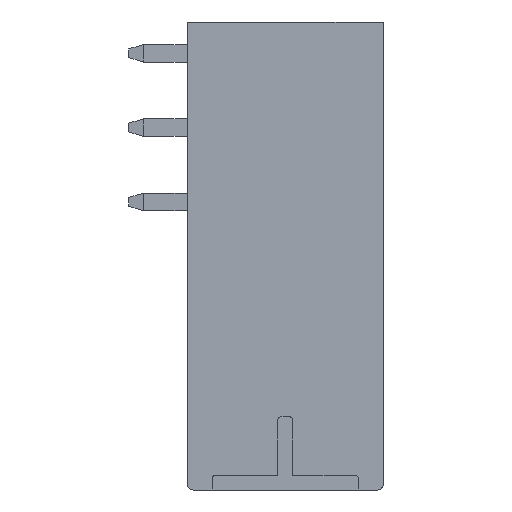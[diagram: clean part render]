
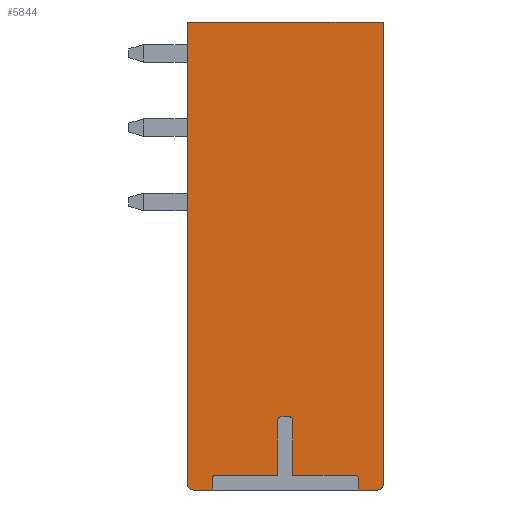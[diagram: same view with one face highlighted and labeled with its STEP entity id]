
A CAD part, front view. The second image highlights one B-rep face of the part: STEP entity #5844.
In plain terms, the highlighted planar face has unit normal (0, -1, 0).
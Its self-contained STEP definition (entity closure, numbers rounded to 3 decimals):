
#619=DIRECTION('',(0.,0.,1.));
#620=VECTOR('',#619,0.8);
#621=CARTESIAN_POINT('',(-5.,-72.96,-16.));
#622=LINE('',#621,#620);
#623=DIRECTION('',(-1.,0.,0.));
#624=VECTOR('',#623,1.3);
#625=CARTESIAN_POINT('',(-5.,-72.96,-16.));
#626=LINE('',#625,#624);
#627=CARTESIAN_POINT('',(-6.3,-72.96,-15.6));
#628=DIRECTION('',(0.,1.,0.));
#629=DIRECTION('',(0.,0.,-1.));
#630=AXIS2_PLACEMENT_3D('',#627,#628,#629);
#632=DIRECTION('',(0.,0.,1.));
#633=VECTOR('',#632,31.6);
#634=CARTESIAN_POINT('',(-6.7,-72.96,-15.6));
#635=LINE('',#634,#633);
#636=DIRECTION('',(1.,0.,0.));
#637=VECTOR('',#636,13.4);
#638=CARTESIAN_POINT('',(-6.7,-72.96,16.));
#639=LINE('',#638,#637);
#640=DIRECTION('',(0.,0.,-1.));
#641=VECTOR('',#640,31.6);
#642=CARTESIAN_POINT('',(6.7,-72.96,16.));
#643=LINE('',#642,#641);
#644=CARTESIAN_POINT('',(6.3,-72.96,-15.6));
#645=DIRECTION('',(0.,1.,0.));
#646=DIRECTION('',(1.,0.,0.));
#647=AXIS2_PLACEMENT_3D('',#644,#645,#646);
#649=DIRECTION('',(-1.,0.,0.));
#650=VECTOR('',#649,1.3);
#651=CARTESIAN_POINT('',(6.3,-72.96,-16.));
#652=LINE('',#651,#650);
#653=DIRECTION('',(0.,0.,1.));
#654=VECTOR('',#653,0.8);
#655=CARTESIAN_POINT('',(5.,-72.96,-16.));
#656=LINE('',#655,#654);
#657=CARTESIAN_POINT('',(4.8,-72.96,-15.2));
#658=DIRECTION('',(0.,1.,0.));
#659=DIRECTION('',(0.,0.,1.));
#660=AXIS2_PLACEMENT_3D('',#657,#658,#659);
#662=DIRECTION('',(1.,0.,0.));
#663=VECTOR('',#662,4.3);
#664=CARTESIAN_POINT('',(0.5,-72.96,-15.));
#665=LINE('',#664,#663);
#666=DIRECTION('',(0.,0.,-1.));
#667=VECTOR('',#666,3.8);
#668=CARTESIAN_POINT('',(0.5,-72.96,-11.2));
#669=LINE('',#668,#667);
#670=CARTESIAN_POINT('',(0.3,-72.96,-11.2));
#671=DIRECTION('',(0.,1.,0.));
#672=DIRECTION('',(0.,0.,1.));
#673=AXIS2_PLACEMENT_3D('',#670,#671,#672);
#675=DIRECTION('',(1.,0.,0.));
#676=VECTOR('',#675,0.6);
#677=CARTESIAN_POINT('',(-0.3,-72.96,-11.));
#678=LINE('',#677,#676);
#679=CARTESIAN_POINT('',(-0.3,-72.96,-11.2));
#680=DIRECTION('',(0.,1.,0.));
#681=DIRECTION('',(-1.,0.,0.));
#682=AXIS2_PLACEMENT_3D('',#679,#680,#681);
#684=DIRECTION('',(0.,0.,1.));
#685=VECTOR('',#684,3.8);
#686=CARTESIAN_POINT('',(-0.5,-72.96,-15.));
#687=LINE('',#686,#685);
#688=DIRECTION('',(1.,0.,0.));
#689=VECTOR('',#688,4.3);
#690=CARTESIAN_POINT('',(-4.8,-72.96,-15.));
#691=LINE('',#690,#689);
#692=CARTESIAN_POINT('',(-4.8,-72.96,-15.2));
#693=DIRECTION('',(0.,1.,0.));
#694=DIRECTION('',(-1.,0.,0.));
#695=AXIS2_PLACEMENT_3D('',#692,#693,#694);
#4270=CARTESIAN_POINT('',(-6.7,-72.96,16.));
#4271=CARTESIAN_POINT('',(6.7,-72.96,16.));
#4272=VERTEX_POINT('',#4270);
#4273=VERTEX_POINT('',#4271);
#4274=CARTESIAN_POINT('',(6.7,-72.96,-15.6));
#4275=VERTEX_POINT('',#4274);
#4276=CARTESIAN_POINT('',(6.3,-72.96,-16.));
#4277=VERTEX_POINT('',#4276);
#4278=CARTESIAN_POINT('',(-6.3,-72.96,-16.));
#4279=CARTESIAN_POINT('',(-6.7,-72.96,-15.6));
#4280=VERTEX_POINT('',#4278);
#4281=VERTEX_POINT('',#4279);
#4354=CARTESIAN_POINT('',(-5.,-72.96,-16.));
#4355=VERTEX_POINT('',#4354);
#4356=CARTESIAN_POINT('',(-5.,-72.96,-15.2));
#4357=VERTEX_POINT('',#4356);
#4358=CARTESIAN_POINT('',(-4.8,-72.96,-15.));
#4359=VERTEX_POINT('',#4358);
#4360=CARTESIAN_POINT('',(-0.5,-72.96,-15.));
#4361=VERTEX_POINT('',#4360);
#4362=CARTESIAN_POINT('',(-0.5,-72.96,-11.2));
#4363=VERTEX_POINT('',#4362);
#4364=CARTESIAN_POINT('',(-0.3,-72.96,-11.));
#4365=VERTEX_POINT('',#4364);
#4366=CARTESIAN_POINT('',(0.3,-72.96,-11.));
#4367=VERTEX_POINT('',#4366);
#4368=CARTESIAN_POINT('',(0.5,-72.96,-11.2));
#4369=VERTEX_POINT('',#4368);
#4370=CARTESIAN_POINT('',(0.5,-72.96,-15.));
#4371=VERTEX_POINT('',#4370);
#4372=CARTESIAN_POINT('',(4.8,-72.96,-15.));
#4373=VERTEX_POINT('',#4372);
#4374=CARTESIAN_POINT('',(5.,-72.96,-15.2));
#4375=VERTEX_POINT('',#4374);
#4376=CARTESIAN_POINT('',(5.,-72.96,-16.));
#4377=VERTEX_POINT('',#4376);
#5803=CARTESIAN_POINT('',(0.,-72.96,0.));
#5804=DIRECTION('',(0.,1.,0.));
#5805=DIRECTION('',(1.,0.,0.));
#5806=AXIS2_PLACEMENT_3D('',#5803,#5804,#5805);
#5807=PLANE('',#5806);
#5809=ORIENTED_EDGE('',*,*,#5808,.F.);
#5810=ORIENTED_EDGE('',*,*,#5541,.T.);
#5812=ORIENTED_EDGE('',*,*,#5811,.T.);
#5814=ORIENTED_EDGE('',*,*,#5813,.T.);
#5816=ORIENTED_EDGE('',*,*,#5815,.T.);
#5818=ORIENTED_EDGE('',*,*,#5817,.T.);
#5820=ORIENTED_EDGE('',*,*,#5819,.T.);
#5821=ORIENTED_EDGE('',*,*,#5549,.T.);
#5823=ORIENTED_EDGE('',*,*,#5822,.T.);
#5825=ORIENTED_EDGE('',*,*,#5824,.F.);
#5827=ORIENTED_EDGE('',*,*,#5826,.F.);
#5829=ORIENTED_EDGE('',*,*,#5828,.F.);
#5831=ORIENTED_EDGE('',*,*,#5830,.F.);
#5833=ORIENTED_EDGE('',*,*,#5832,.F.);
#5835=ORIENTED_EDGE('',*,*,#5834,.F.);
#5837=ORIENTED_EDGE('',*,*,#5836,.F.);
#5839=ORIENTED_EDGE('',*,*,#5838,.F.);
#5841=ORIENTED_EDGE('',*,*,#5840,.F.);
#5842=EDGE_LOOP('',(#5809,#5810,#5812,#5814,#5816,#5818,#5820,#5821,#5823,#5825,
#5827,#5829,#5831,#5833,#5835,#5837,#5839,#5841));
#5843=FACE_OUTER_BOUND('',#5842,.F.);
#631=CIRCLE('',#630,0.4);
#648=CIRCLE('',#647,0.4);
#661=CIRCLE('',#660,0.2);
#674=CIRCLE('',#673,0.2);
#683=CIRCLE('',#682,0.2);
#696=CIRCLE('',#695,0.2);
#5541=EDGE_CURVE('',#4355,#4280,#626,.T.);
#5549=EDGE_CURVE('',#4277,#4377,#652,.T.);
#5808=EDGE_CURVE('',#4355,#4357,#622,.T.);
#5811=EDGE_CURVE('',#4280,#4281,#631,.T.);
#5813=EDGE_CURVE('',#4281,#4272,#635,.T.);
#5815=EDGE_CURVE('',#4272,#4273,#639,.T.);
#5817=EDGE_CURVE('',#4273,#4275,#643,.T.);
#5819=EDGE_CURVE('',#4275,#4277,#648,.T.);
#5822=EDGE_CURVE('',#4377,#4375,#656,.T.);
#5824=EDGE_CURVE('',#4373,#4375,#661,.T.);
#5826=EDGE_CURVE('',#4371,#4373,#665,.T.);
#5828=EDGE_CURVE('',#4369,#4371,#669,.T.);
#5830=EDGE_CURVE('',#4367,#4369,#674,.T.);
#5832=EDGE_CURVE('',#4365,#4367,#678,.T.);
#5834=EDGE_CURVE('',#4363,#4365,#683,.T.);
#5836=EDGE_CURVE('',#4361,#4363,#687,.T.);
#5838=EDGE_CURVE('',#4359,#4361,#691,.T.);
#5840=EDGE_CURVE('',#4357,#4359,#696,.T.);
#5844=ADVANCED_FACE('',(#5843),#5807,.F.);
